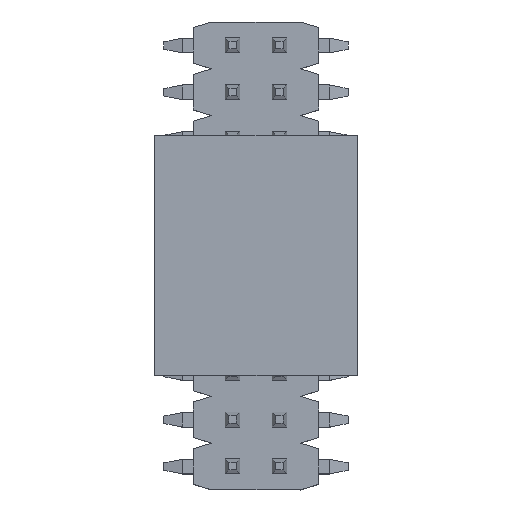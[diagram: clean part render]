
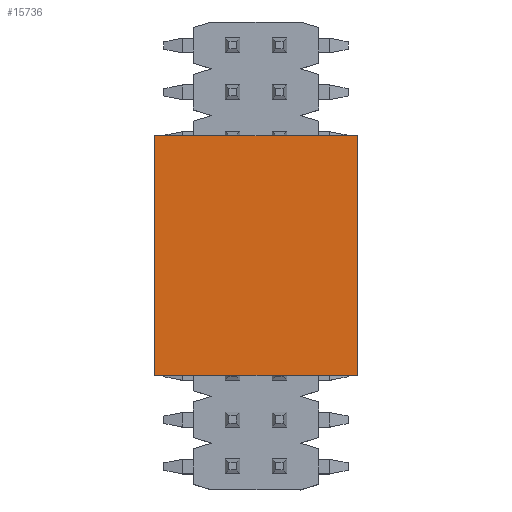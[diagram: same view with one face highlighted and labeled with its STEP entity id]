
A CAD part, top view. The second image highlights one B-rep face of the part: STEP entity #15736.
In plain terms, the highlighted planar face has unit normal (0, 0, 1).
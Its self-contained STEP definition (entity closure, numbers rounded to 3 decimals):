
#1406=ORIENTED_EDGE('',*,*,#4354,.T.);
#1407=ORIENTED_EDGE('',*,*,#4355,.F.);
#1408=ORIENTED_EDGE('',*,*,#4356,.F.);
#1409=ORIENTED_EDGE('',*,*,#4353,.T.);
#4353=EDGE_CURVE('',#5868,#5869,#7111,.T.);
#4354=EDGE_CURVE('',#5869,#5870,#7112,.T.);
#4355=EDGE_CURVE('',#5871,#5870,#7113,.T.);
#4356=EDGE_CURVE('',#5868,#5871,#7114,.T.);
#5868=VERTEX_POINT('',#21369);
#5869=VERTEX_POINT('',#21371);
#5870=VERTEX_POINT('',#21375);
#5871=VERTEX_POINT('',#21377);
#7111=LINE('',#21372,#8659);
#7112=LINE('',#21374,#8660);
#7113=LINE('',#21376,#8661);
#7114=LINE('',#21378,#8662);
#8659=VECTOR('',#18000,1000.);
#8660=VECTOR('',#18003,1000.);
#8661=VECTOR('',#18004,1000.);
#8662=VECTOR('',#18005,1000.);
#9695=EDGE_LOOP('',(#1406,#1407,#1408,#1409));
#10335=FACE_BOUND('',#9695,.T.);
#10952=PLANE('',#16353);
#15736=ADVANCED_FACE('',(#10335),#10952,.F.);
#16353=AXIS2_PLACEMENT_3D('',#21373,#18001,#18002);
#18000=DIRECTION('',(1.,0.,0.));
#18001=DIRECTION('',(0.,0.,-1.));
#18002=DIRECTION('',(0.,1.,0.));
#18003=DIRECTION('',(0.,1.,0.));
#18004=DIRECTION('',(1.,0.,0.));
#18005=DIRECTION('',(0.,1.,0.));
#21369=CARTESIAN_POINT('',(-3.25,-2.75,5.055));
#21371=CARTESIAN_POINT('',(3.25,-2.75,5.055));
#21372=CARTESIAN_POINT('',(-3.25,-2.75,5.055));
#21373=CARTESIAN_POINT('',(-3.25,-2.75,5.055));
#21374=CARTESIAN_POINT('',(3.25,-2.75,5.055));
#21375=CARTESIAN_POINT('',(3.25,2.75,5.055));
#21376=CARTESIAN_POINT('',(-3.25,2.75,5.055));
#21377=CARTESIAN_POINT('',(-3.25,2.75,5.055));
#21378=CARTESIAN_POINT('',(-3.25,-2.75,5.055));
